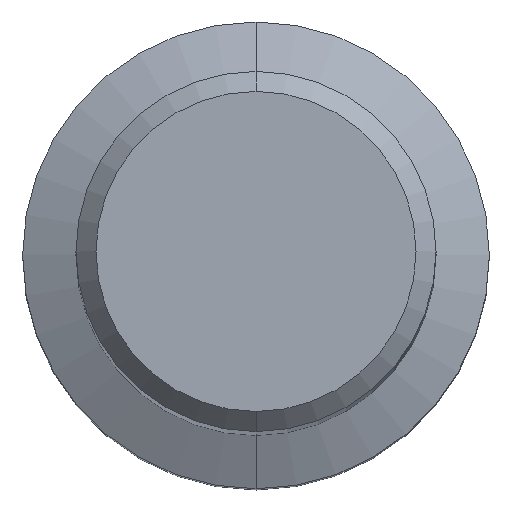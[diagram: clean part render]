
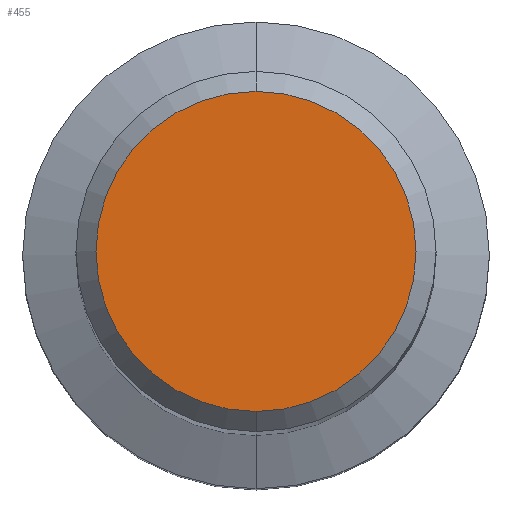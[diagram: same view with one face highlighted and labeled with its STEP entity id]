
A CAD part, top view. The second image highlights one B-rep face of the part: STEP entity #455.
In plain terms, the highlighted planar face has unit normal (0, 0, 1).
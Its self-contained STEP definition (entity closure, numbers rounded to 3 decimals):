
#299=VERTEX_POINT('',#665);
#397=VERTEX_POINT('',#774);
#455=ADVANCED_FACE('',(#838),#839,.T.);
#459=EDGE_CURVE('',#397,#299,#843,.T.);
#519=EDGE_CURVE('',#299,#397,#907,.T.);
#665=CARTESIAN_POINT('',(0.0,4.8,0.0));
#774=CARTESIAN_POINT('',(0.,-4.8,0.0));
#838=FACE_OUTER_BOUND('',#1496,.T.);
#839=PLANE('',#1497);
#843=CIRCLE('',#1504,4.8);
#907=CIRCLE('',#1650,4.8);
#1496=EDGE_LOOP('',(#1999,#2000));
#1497=AXIS2_PLACEMENT_3D('',#2001,#2002,#2003);
#1504=AXIS2_PLACEMENT_3D('',#2005,#2006,#2007);
#1650=AXIS2_PLACEMENT_3D('',#2064,#2065,#2066);
#1999=ORIENTED_EDGE('',*,*,#519,.F.);
#2000=ORIENTED_EDGE('',*,*,#459,.F.);
#2001=CARTESIAN_POINT('',(0.0,2.4,0.0));
#2002=DIRECTION('',(-0.0,0.0,1.0));
#2003=DIRECTION('',(0.0,-1.0,0.0));
#2005=CARTESIAN_POINT('',(0.0,0.0,0.0));
#2006=DIRECTION('',(0.0,0.0,-1.0));
#2007=DIRECTION('',(0.0,1.0,0.0));
#2064=CARTESIAN_POINT('',(0.0,0.0,0.0));
#2065=DIRECTION('',(0.0,0.0,-1.0));
#2066=DIRECTION('',(0.0,1.0,0.0));
